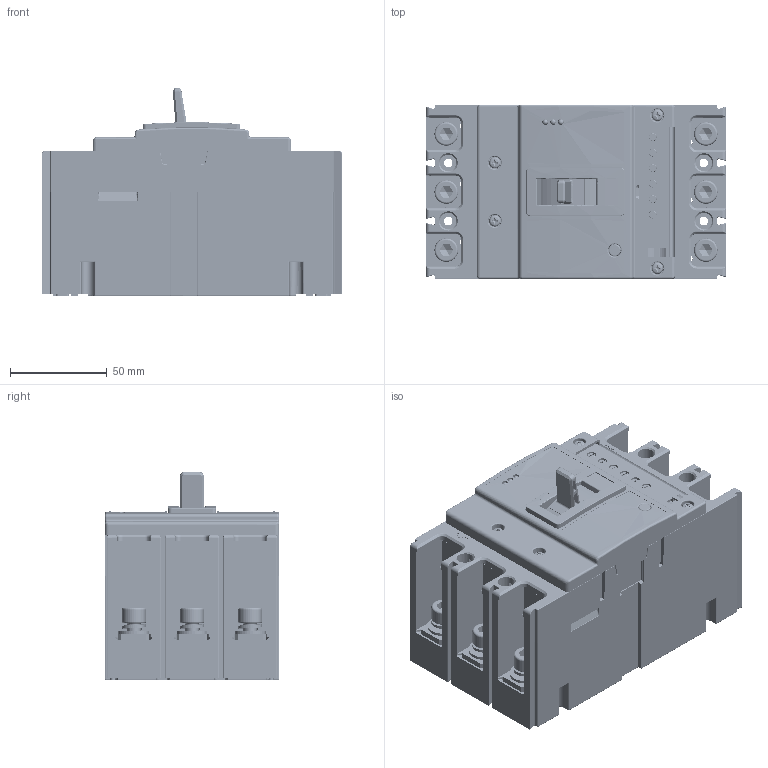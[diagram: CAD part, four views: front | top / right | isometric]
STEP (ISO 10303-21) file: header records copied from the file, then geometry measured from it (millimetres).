
FILE_DESCRIPTION(/* description */ (''),/* implementation_level */ '2;1');
FILE_NAME(/* name */ '1211111.stp',/* time_stamp */ '2024-02-22T11:02:02+08:00',/* author */ (''),/* organization */ (''),/* preprocessor_version */ 'ST-DEVELOPER v11',/* originating_system */ 'SIEMENS UGS NX 6.0',/* authorisation */ '');
FILE_SCHEMA (('CONFIG_CONTROL_DESIGN'));
Products named in the file (1): Admi2BE38l1f
Bounding box: 155 x 90 x 107.6 mm (x, y, z)
Volume: 592472.2 mm3; surface area: 277260 mm2
Topology: 45 solids, 63 shells, 4442 faces, 12312 edges, 7996 vertices
Faces by surface type: plane 2801, cylinder 1148, bspline 169, torus 158, cone 82, sphere 51, extrusion 32, revolution 1
Full cylindrical faces by diameter (mm): 2 x1, 2.5 x9, 2.659 x6, 2.8 x3, 2.9 x6, 3 x122, 3.2 x8, 3.5 x9, 3.8 x6, 4 x18, 4.2 x3, 4.5 x4, 4.6 x12, 4.8 x6, 5.5 x1, 5.8 x6, 5.85 x4, 5.9 x2, 6 x2, 6.2 x3, 6.4 x2, 6.5 x5, 6.6 x1, 7 x10, 7.05 x1, 7.5 x6, 8 x4, 8.5 x10, 8.6 x4, 9 x3
Entity records: 203506 total; most frequent: CARTESIAN_POINT 95011, ORIENTED_EDGE 22966, DIRECTION 21416, EDGE_CURVE 11483, VECTOR 8145, LINE 8113, VERTEX_POINT 7639, AXIS2_PLACEMENT_3D 6635
